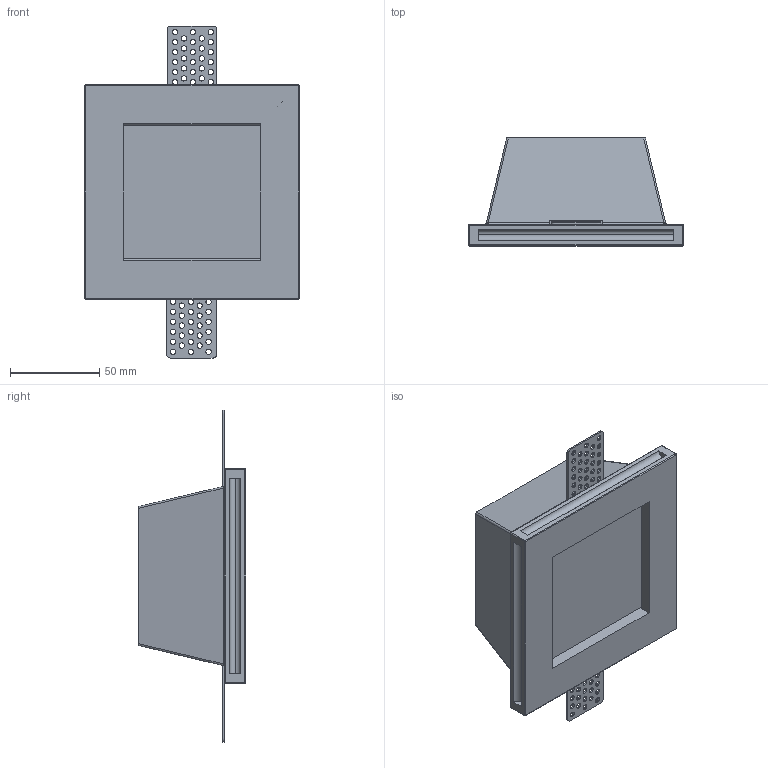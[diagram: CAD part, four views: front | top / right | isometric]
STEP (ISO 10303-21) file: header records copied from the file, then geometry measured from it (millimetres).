
FILE_DESCRIPTION (( 'STEP AP214' ), '1' );
FILE_NAME ('79A036.STEP', '2020-07-23T01:09:14', ( 'User' ), ( 'china' ), 'SwSTEP 2.0', 'SolidWorks 2014', '' );
FILE_SCHEMA (( 'AUTOMOTIVE_DESIGN' ));
Length unit declared in the file: millimetre
Products named in the file (4): L80W74.5T2.5產薛え; 臏厙跡え28-49; GM-79A036; 79A036
Assembly tree (4 placements, depth 2):
  79A036
    GM-79A036
    臏厙跡え28-49  x2
    L80W74.5T2.5產薛え
Bounding box: 120.5 x 60.5 x 186.5 mm (x, y, z)
Volume: 273925.3 mm3; surface area: 83095.2 mm2
Topology: 4 solids, 4 shells, 305 faces, 812 edges, 510 vertices
Faces by surface type: cylinder 214, plane 67, sphere 12, torus 8, bspline 4
Entity records: 6666 total; most frequent: CARTESIAN_POINT 1224, DIRECTION 1182, ORIENTED_EDGE 1040, EDGE_CURVE 520, AXIS2_PLACEMENT_3D 468, VERTEX_POINT 326, EDGE_LOOP 298, CIRCLE 258
